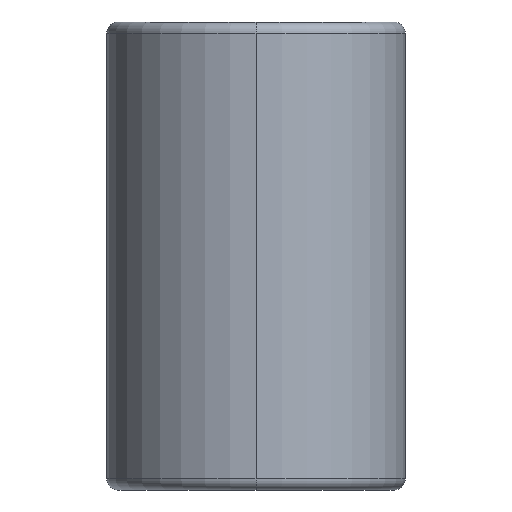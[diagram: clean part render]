
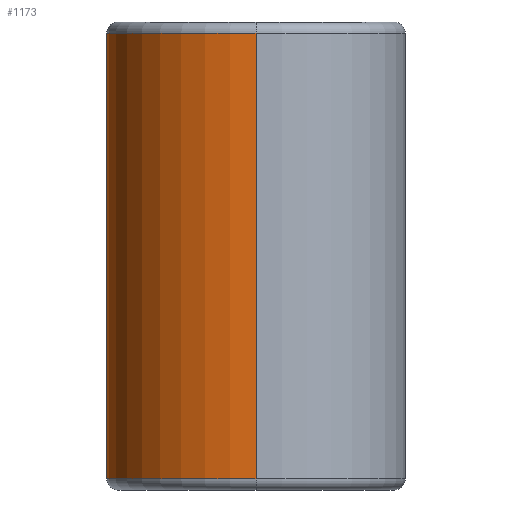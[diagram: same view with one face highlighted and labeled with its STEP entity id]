
A CAD part, left-side view. The second image highlights one B-rep face of the part: STEP entity #1173.
In plain terms, the highlighted cylindrical face has radius 2.65 mm (diameter 5.3 mm), a partial arc.
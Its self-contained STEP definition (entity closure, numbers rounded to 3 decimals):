
#28 = VERTEX_POINT ( 'NONE', #3231 ) ;
#468 = VERTEX_POINT ( 'NONE', #778 ) ;
#709 = ORIENTED_EDGE ( 'NONE', *, *, #3244, .T. ) ;
#764 = CARTESIAN_POINT ( 'NONE',  ( -8.25, 0., 8.1 ) ) ;
#778 = CARTESIAN_POINT ( 'NONE',  ( -8.25, 2.65, 0.2 ) ) ;
#814 = CARTESIAN_POINT ( 'NONE',  ( -10.9, 0., 8.1 ) ) ;
#952 = DIRECTION ( 'NONE',  ( 0., 0., 1. ) ) ;
#1019 = LINE ( 'NONE', #2314, #3417 ) ;
#1051 = CIRCLE ( 'NONE', #1720, 2.65 ) ;
#1123 = DIRECTION ( 'NONE',  ( -1., 0., 0. ) ) ;
#1173 = ADVANCED_FACE ( 'NONE', ( #2331 ), #1509, .T. ) ;
#1297 = DIRECTION ( 'NONE',  ( 1., 0., 0. ) ) ;
#1378 = EDGE_LOOP ( 'NONE', ( #1516, #1904, #3425, #709 ) ) ;
#1508 = AXIS2_PLACEMENT_3D ( 'NONE', #764, #3211, #2098 ) ;
#1509 = CYLINDRICAL_SURFACE ( 'NONE', #1793, 2.65 ) ;
#1516 = ORIENTED_EDGE ( 'NONE', *, *, #1670, .F. ) ;
#1608 = LINE ( 'NONE', #2897, #2566 ) ;
#1670 = EDGE_CURVE ( 'NONE', #468, #2670, #1019, .T. ) ;
#1720 = AXIS2_PLACEMENT_3D ( 'NONE', #2953, #2363, #1297 ) ;
#1793 = AXIS2_PLACEMENT_3D ( 'NONE', #2701, #2994, #1123 ) ;
#1850 = DIRECTION ( 'NONE',  ( 0., 0., -1. ) ) ;
#1904 = ORIENTED_EDGE ( 'NONE', *, *, #2330, .T. ) ;
#2098 = DIRECTION ( 'NONE',  ( 1., 0., 0. ) ) ;
#2245 = CARTESIAN_POINT ( 'NONE',  ( -8.25, 2.65, 8.1 ) ) ;
#2314 = CARTESIAN_POINT ( 'NONE',  ( -8.25, 2.65, 8.3 ) ) ;
#2330 = EDGE_CURVE ( 'NONE', #468, #28, #1051, .T. ) ;
#2331 = FACE_OUTER_BOUND ( 'NONE', #1378, .T. ) ;
#2346 = CIRCLE ( 'NONE', #1508, 2.65 ) ;
#2363 = DIRECTION ( 'NONE',  ( 0., 0., 1. ) ) ;
#2566 = VECTOR ( 'NONE', #1850, 1000. ) ;
#2571 = EDGE_CURVE ( 'NONE', #2595, #28, #1608, .T. ) ;
#2595 = VERTEX_POINT ( 'NONE', #814 ) ;
#2670 = VERTEX_POINT ( 'NONE', #2245 ) ;
#2701 = CARTESIAN_POINT ( 'NONE',  ( -8.25, 0., 8.3 ) ) ;
#2897 = CARTESIAN_POINT ( 'NONE',  ( -10.9, 0., 8.3 ) ) ;
#2953 = CARTESIAN_POINT ( 'NONE',  ( -8.25, 0., 0.2 ) ) ;
#2994 = DIRECTION ( 'NONE',  ( 0., 0., -1. ) ) ;
#3211 = DIRECTION ( 'NONE',  ( 0., 0., -1. ) ) ;
#3231 = CARTESIAN_POINT ( 'NONE',  ( -10.9, 0., 0.2 ) ) ;
#3244 = EDGE_CURVE ( 'NONE', #2595, #2670, #2346, .T. ) ;
#3417 = VECTOR ( 'NONE', #952, 1000. ) ;
#3425 = ORIENTED_EDGE ( 'NONE', *, *, #2571, .F. ) ;
